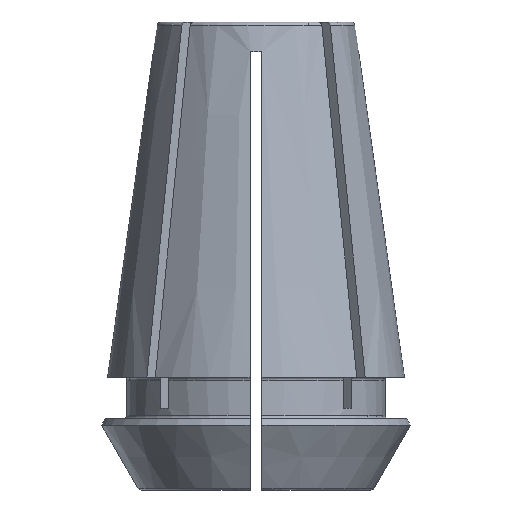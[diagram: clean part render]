
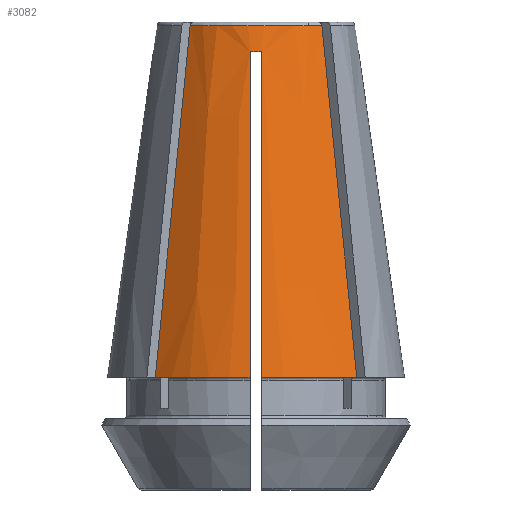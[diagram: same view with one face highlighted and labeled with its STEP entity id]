
A CAD part, front view. The second image highlights one B-rep face of the part: STEP entity #3082.
In plain terms, the highlighted conical face has half-angle 8 degrees and reference radius 6.641 mm.
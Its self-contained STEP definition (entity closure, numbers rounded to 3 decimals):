
#119=B_SPLINE_CURVE_WITH_KNOTS('',3,(#4668,#4669,#4670,#4671,#4672,#4673,
#4674),.UNSPECIFIED.,.F.,.F.,(4,3,4),(0.,0.018,
0.024),.UNSPECIFIED.);
#120=B_SPLINE_CURVE_WITH_KNOTS('',3,(#4678,#4679,#4680,#4681,#4682,#4683,
#4684),.UNSPECIFIED.,.F.,.F.,(4,3,4),(0.,0.012,
0.024),.UNSPECIFIED.);
#121=B_SPLINE_CURVE_WITH_KNOTS('',3,(#4688,#4689,#4690,#4691,#4692,#4693,
#4694,#4695,#4696,#4697),.UNSPECIFIED.,.F.,.F.,(4,3,3,4),(0.01,
0.013,0.026,0.032),.UNSPECIFIED.);
#122=B_SPLINE_CURVE_WITH_KNOTS('',3,(#4701,#4702,#4703,#4704,#4705,#4706,
#4707,#4708,#4709,#4710),.UNSPECIFIED.,.F.,.F.,(4,3,3,4),(0.01,
0.013,0.026,0.032),.UNSPECIFIED.);
#215=CONICAL_SURFACE('',#3282,6.641,0.14);
#267=CIRCLE('',#3283,10.);
#268=CIRCLE('',#3284,6.677);
#269=CIRCLE('',#3285,10.);
#270=CIRCLE('',#3286,6.922);
#488=ORIENTED_EDGE('',*,*,#1495,.T.);
#489=ORIENTED_EDGE('',*,*,#1496,.T.);
#490=ORIENTED_EDGE('',*,*,#1497,.F.);
#491=ORIENTED_EDGE('',*,*,#1498,.T.);
#492=ORIENTED_EDGE('',*,*,#1499,.T.);
#493=ORIENTED_EDGE('',*,*,#1500,.F.);
#494=ORIENTED_EDGE('',*,*,#1501,.F.);
#495=ORIENTED_EDGE('',*,*,#1502,.T.);
#1495=EDGE_CURVE('',#1998,#1999,#267,.T.);
#1496=EDGE_CURVE('',#1999,#2000,#119,.T.);
#1497=EDGE_CURVE('',#2001,#2000,#268,.T.);
#1498=EDGE_CURVE('',#2001,#2002,#120,.T.);
#1499=EDGE_CURVE('',#2002,#2003,#269,.T.);
#1500=EDGE_CURVE('',#2004,#2003,#121,.T.);
#1501=EDGE_CURVE('',#2005,#2004,#270,.T.);
#1502=EDGE_CURVE('',#2005,#1998,#122,.T.);
#1998=VERTEX_POINT('',#4666);
#1999=VERTEX_POINT('',#4667);
#2000=VERTEX_POINT('',#4675);
#2001=VERTEX_POINT('',#4677);
#2002=VERTEX_POINT('',#4685);
#2003=VERTEX_POINT('',#4687);
#2004=VERTEX_POINT('',#4698);
#2005=VERTEX_POINT('',#4700);
#2710=EDGE_LOOP('',(#488,#489,#490,#491,#492,#493,#494,#495));
#2878=FACE_BOUND('',#2710,.T.);
#3082=ADVANCED_FACE('',(#2878),#215,.T.);
#3282=AXIS2_PLACEMENT_3D('',#4664,#3694,#3695);
#3283=AXIS2_PLACEMENT_3D('',#4665,#3696,#3697);
#3284=AXIS2_PLACEMENT_3D('',#4676,#3698,#3699);
#3285=AXIS2_PLACEMENT_3D('',#4686,#3700,#3701);
#3286=AXIS2_PLACEMENT_3D('',#4699,#3702,#3703);
#3694=DIRECTION('',(0.,0.,-1.));
#3695=DIRECTION('',(-1.,0.,0.));
#3696=DIRECTION('',(0.,0.,1.));
#3697=DIRECTION('',(1.,0.,0.));
#3698=DIRECTION('',(0.,0.,1.));
#3699=DIRECTION('',(1.,0.,0.));
#3700=DIRECTION('',(0.,0.,1.));
#3701=DIRECTION('',(1.,0.,0.));
#3702=DIRECTION('',(0.,0.,-1.));
#3703=DIRECTION('',(-1.,0.,0.));
#4664=CARTESIAN_POINT('',(0.,0.,26.7));
#4665=CARTESIAN_POINT('',(0.,0.,2.8));
#4666=CARTESIAN_POINT('',(0.4,-9.992,2.8));
#4667=CARTESIAN_POINT('',(6.783,-7.348,2.8));
#4668=CARTESIAN_POINT('',(6.783,-7.348,2.8));
#4669=CARTESIAN_POINT('',(6.206,-6.772,8.595));
#4670=CARTESIAN_POINT('',(5.63,-6.195,14.39));
#4671=CARTESIAN_POINT('',(5.053,-5.619,20.185));
#4672=CARTESIAN_POINT('',(4.845,-5.411,22.271));
#4673=CARTESIAN_POINT('',(4.638,-5.204,24.356));
#4674=CARTESIAN_POINT('',(4.43,-4.996,26.442));
#4675=CARTESIAN_POINT('',(4.43,-4.996,26.442));
#4676=CARTESIAN_POINT('',(0.,0.,26.442));
#4677=CARTESIAN_POINT('',(-4.43,-4.996,26.442));
#4678=CARTESIAN_POINT('',(-4.43,-4.996,26.442));
#4679=CARTESIAN_POINT('',(-4.816,-5.381,22.572));
#4680=CARTESIAN_POINT('',(-5.201,-5.766,18.703));
#4681=CARTESIAN_POINT('',(-5.586,-6.151,14.833));
#4682=CARTESIAN_POINT('',(-5.985,-6.55,10.822));
#4683=CARTESIAN_POINT('',(-6.384,-6.949,6.811));
#4684=CARTESIAN_POINT('',(-6.783,-7.348,2.8));
#4685=CARTESIAN_POINT('',(-6.783,-7.348,2.8));
#4686=CARTESIAN_POINT('',(0.,0.,2.8));
#4687=CARTESIAN_POINT('',(-0.4,-9.992,2.8));
#4688=CARTESIAN_POINT('',(-0.4,-6.911,24.7));
#4689=CARTESIAN_POINT('',(-0.4,-7.043,23.76));
#4690=CARTESIAN_POINT('',(-0.4,-7.175,22.819));
#4691=CARTESIAN_POINT('',(-0.4,-7.308,21.879));
#4692=CARTESIAN_POINT('',(-0.4,-7.905,17.638));
#4693=CARTESIAN_POINT('',(-0.4,-8.501,13.396));
#4694=CARTESIAN_POINT('',(-0.4,-9.098,9.155));
#4695=CARTESIAN_POINT('',(-0.4,-9.396,7.037));
#4696=CARTESIAN_POINT('',(-0.4,-9.694,4.918));
#4697=CARTESIAN_POINT('',(-0.4,-9.992,2.8));
#4698=CARTESIAN_POINT('',(-0.4,-6.911,24.7));
#4699=CARTESIAN_POINT('',(0.,0.,24.7));
#4700=CARTESIAN_POINT('',(0.4,-6.911,24.7));
#4701=CARTESIAN_POINT('',(0.4,-6.911,24.7));
#4702=CARTESIAN_POINT('',(0.4,-7.043,23.76));
#4703=CARTESIAN_POINT('',(0.4,-7.175,22.819));
#4704=CARTESIAN_POINT('',(0.4,-7.308,21.879));
#4705=CARTESIAN_POINT('',(0.4,-7.905,17.638));
#4706=CARTESIAN_POINT('',(0.4,-8.501,13.396));
#4707=CARTESIAN_POINT('',(0.4,-9.098,9.155));
#4708=CARTESIAN_POINT('',(0.4,-9.396,7.037));
#4709=CARTESIAN_POINT('',(0.4,-9.694,4.918));
#4710=CARTESIAN_POINT('',(0.4,-9.992,2.8));
